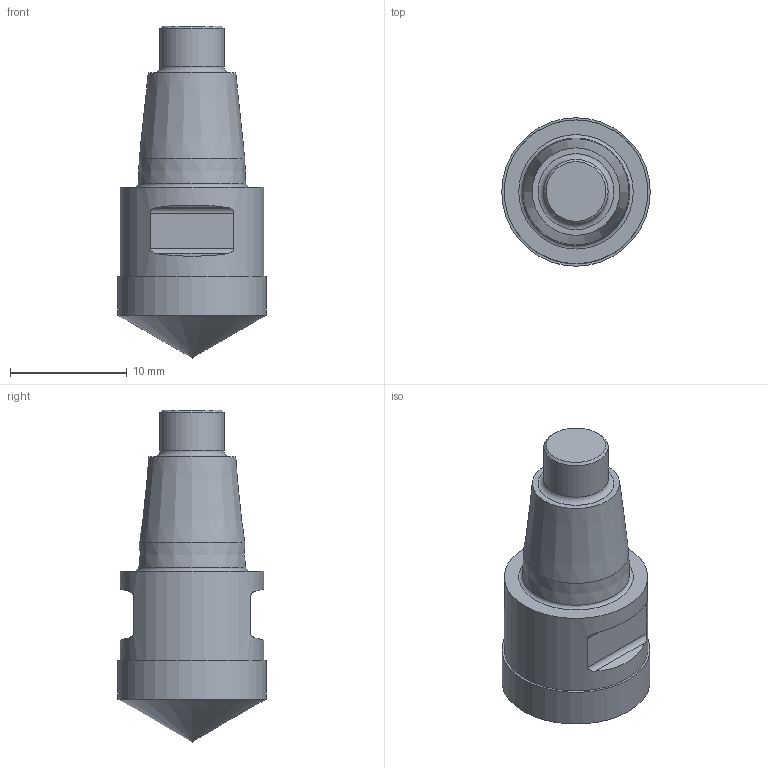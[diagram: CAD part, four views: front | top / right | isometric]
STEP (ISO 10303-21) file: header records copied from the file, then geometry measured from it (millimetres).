
FILE_DESCRIPTION(/* description */ (''),/* implementation_level */ '2;1');
FILE_NAME(/* name */ '1574234589149.stp',/* time_stamp */ '2019-11-20T08:23:41+01:00',/* author */ (''),/* organization */ ('SMS'),/* preprocessor_version */ 'ST-DEVELOPER v16.7',/* originating_system */ 'SIEMENS PLM Software NX 12.0',/* authorisation */ '');
FILE_SCHEMA (('AUTOMOTIVE_DESIGN { 1 0 10303 214 3 1 1 1 }'));
Length unit declared in the file: millimetre
Products named in the file (1): 202698214mod000_02
Bounding box: 12.7 x 12.7 x 28.4 mm (x, y, z)
Volume: 2086.9 mm3; surface area: 1262.7 mm2
Topology: 2 solids, 2 shells, 26 faces, 58 edges, 53 vertices
Faces by surface type: plane 12, cylinder 7, cone 5, torus 2
Full cylindrical faces by diameter (mm): 5.5 x1, 12.3 x1, 12.7 x1
Entity records: 869 total; most frequent: CARTESIAN_POINT 240, DIRECTION 116, ORIENTED_EDGE 76, AXIS2_PLACEMENT_3D 48, EDGE_LOOP 40, EDGE_CURVE 38, VERTEX_POINT 31, FACE_BOUND 28
